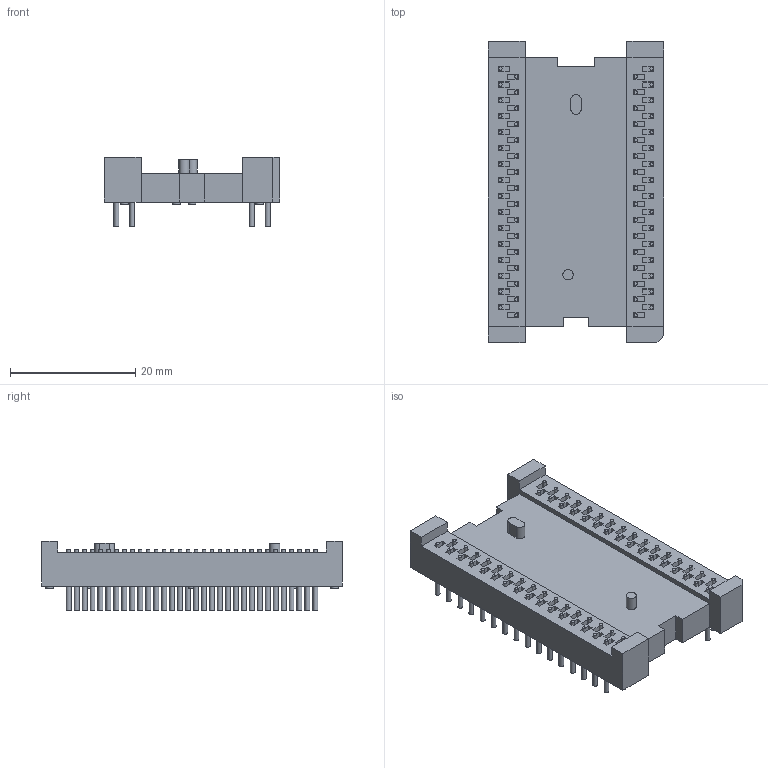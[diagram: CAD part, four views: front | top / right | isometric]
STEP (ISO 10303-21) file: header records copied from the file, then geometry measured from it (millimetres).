
FILE_DESCRIPTION(/* description */ ('STEP AP242 Edition 2','CAx-IF Rec.Pracs.---Representation and Presentation of Product Manufacturing Information (PMI)---4.0---2014-10-13','CAx-IF Rec.Pracs.---3D Tessellated Geometry---0.4---2014-09-14','2;1','CAx-IF Rec.Pracs.---User Defined Attributes---1.5---2016-08-15'),/* implementation_level */ '2;1');
FILE_NAME(/* name */ '6989d77c769b6ff96821e97c',/* time_stamp */ '2026-02-09T12:47:58Z',/* author */ (''),/* organization */ (''),/* preprocessor_version */ 'ST-DEVELOPER v20',/* originating_system */ 'ONSHAPE BY PTC INC, 1.210',/* authorisation */ ' ');
FILE_SCHEMA (('AP242_MANAGED_MODEL_BASED_3D_ENGINEERING_MIM_LF { 1 0 10303 442 3 1 4 }'));
Length unit declared in the file: metre
Products named in the file (129): Part 72; Part 73; Part 74; Part 111; Part 118; Part 95; Part 102; Part 86; Part 17; Part 75; Part 15; Part 76; Part 127; Part 116; Part 100; Part 84; Part 16; Part 77; Part 78; Part 114; Part 98; Part 82; Part 2; Part 3; Part 4; Part 5; Part 6; Part 7; Part 8; Part 9; Part 10; Part 62; Part 46; Part 30; Part 11; Part 12; Part 60; Part 44; Part 28; Part 13 ...
Bounding box: 27.94 x 48.01 x 11.09 mm (x, y, z)
Volume: 6199.6 mm3; surface area: 5673.2 mm2
Topology: 129 solids, 129 shells, 758 faces, 1278 edges, 852 vertices
Faces by surface type: plane 619, cylinder 139
Full cylindrical faces by diameter (mm): 0.55 x64, 0.79 x64, 1.2 x8, 1.65 x1
Entity records: 22557 total; most frequent: DIRECTION 3193, CARTESIAN_POINT 2880, ORIENTED_EDGE 2282, AXIS2_PLACEMENT_3D 1165, EDGE_CURVE 1141, EDGE_LOOP 969, FACE_BOUND 969, LINE 863
